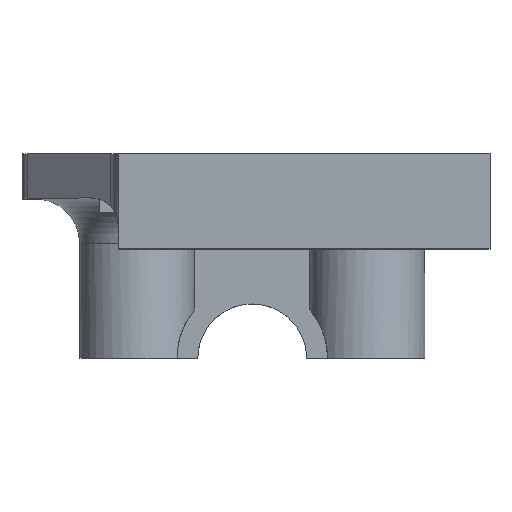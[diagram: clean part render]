
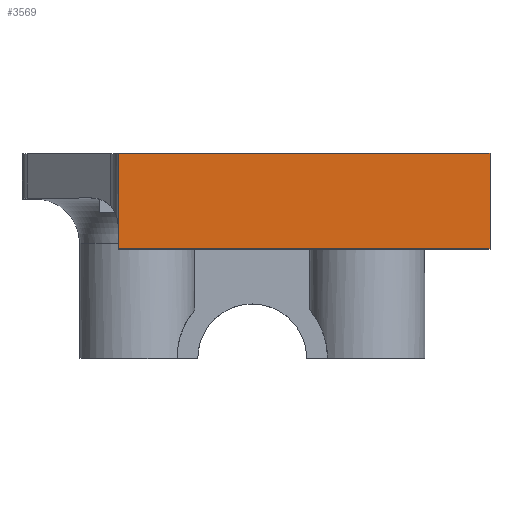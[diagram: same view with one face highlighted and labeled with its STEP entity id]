
A CAD part, top view. The second image highlights one B-rep face of the part: STEP entity #3569.
In plain terms, the highlighted planar face has unit normal (0, 0, 1).
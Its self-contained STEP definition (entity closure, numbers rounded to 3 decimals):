
#400=FACE_OUTER_BOUND('',#605,.T.);
#605=EDGE_LOOP('',(#3051,#3052,#3053,#3054));
#984=LINE('',#5937,#1358);
#988=LINE('',#5950,#1362);
#991=LINE('',#5954,#1365);
#992=LINE('',#5955,#1366);
#1358=VECTOR('',#4441,10.);
#1362=VECTOR('',#4455,10.);
#1365=VECTOR('',#4460,10.);
#1366=VECTOR('',#4461,10.);
#1703=VERTEX_POINT('',#5934);
#1704=VERTEX_POINT('',#5936);
#1707=VERTEX_POINT('',#5948);
#1708=VERTEX_POINT('',#5949);
#2171=EDGE_CURVE('',#1704,#1703,#984,.T.);
#2177=EDGE_CURVE('',#1707,#1708,#988,.T.);
#2180=EDGE_CURVE('',#1707,#1703,#991,.T.);
#2181=EDGE_CURVE('',#1704,#1708,#992,.T.);
#3051=ORIENTED_EDGE('',*,*,#2171,.T.);
#3052=ORIENTED_EDGE('',*,*,#2180,.F.);
#3053=ORIENTED_EDGE('',*,*,#2177,.T.);
#3054=ORIENTED_EDGE('',*,*,#2181,.F.);
#3405=PLANE('',#3778);
#3569=ADVANCED_FACE('',(#400),#3405,.T.);
#3778=AXIS2_PLACEMENT_3D('',#5953,#4458,#4459);
#4441=DIRECTION('',(0.,-1.,0.));
#4455=DIRECTION('',(0.,1.,0.));
#4458=DIRECTION('center_axis',(0.,0.,1.));
#4459=DIRECTION('ref_axis',(-1.,0.,0.));
#4460=DIRECTION('',(-1.,0.,0.));
#4461=DIRECTION('',(1.,0.,0.));
#5934=CARTESIAN_POINT('',(-15.15,-8.25,70.));
#5936=CARTESIAN_POINT('',(-15.15,2.5,70.));
#5937=CARTESIAN_POINT('',(-15.15,-2.5,70.));
#5948=CARTESIAN_POINT('',(26.85,-8.25,70.));
#5949=CARTESIAN_POINT('',(26.85,2.5,70.));
#5950=CARTESIAN_POINT('',(26.85,-2.5,70.));
#5953=CARTESIAN_POINT('Origin',(26.85,-2.5,70.));
#5954=CARTESIAN_POINT('',(26.85,-8.25,70.));
#5955=CARTESIAN_POINT('',(26.85,2.5,70.));
